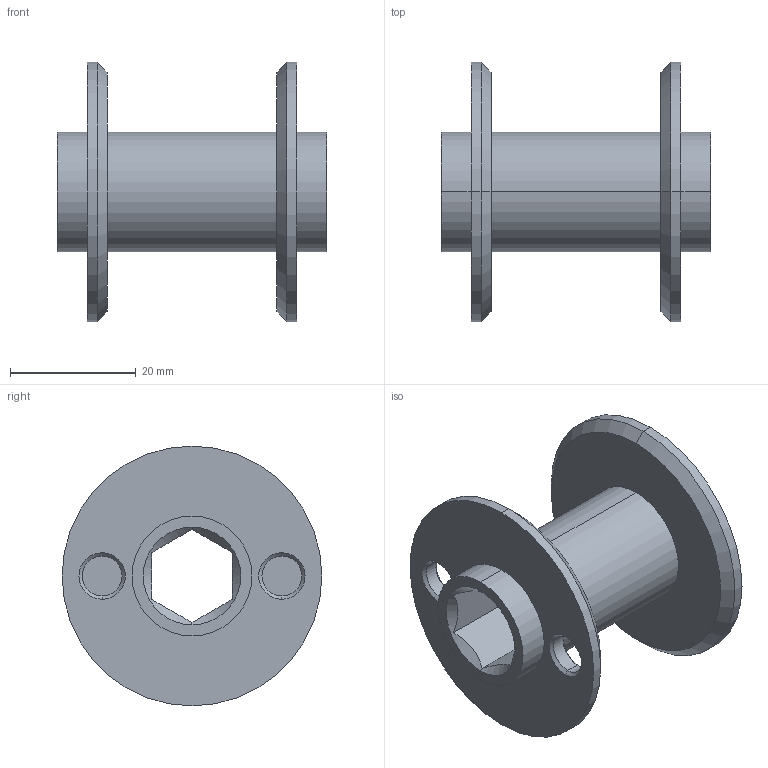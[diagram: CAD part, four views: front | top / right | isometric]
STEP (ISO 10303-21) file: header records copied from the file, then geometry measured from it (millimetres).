
FILE_DESCRIPTION (( 'STEP AP203' ), '1' );
FILE_NAME ('am-4647_2000 Full Winch Spool For 2 in. Box Tube.STEP', '2022-06-02T21:53:56', ( '' ), ( '' ), 'SwSTEP 2.0', 'SolidWorks 2021', '' );
FILE_SCHEMA (( 'CONFIG_CONTROL_DESIGN' ));
Length unit declared in the file: inch
Products named in the file (1): am-4647_2000 Full Winch Spool For 2 in. Box Tube
Bounding box: 42.86 x 41.27 x 41.27 mm (x, y, z)
Volume: 12216.4 mm3; surface area: 9090 mm2
Topology: 1 solids, 1 shells, 42 faces, 92 edges, 56 vertices
Faces by surface type: cone 16, cylinder 14, plane 12
Entity records: 1359 total; most frequent: CARTESIAN_POINT 331, DIRECTION 210, ORIENTED_EDGE 184, EDGE_CURVE 92, AXIS2_PLACEMENT_3D 87, VERTEX_POINT 56, EDGE_LOOP 52, CIRCLE 44
